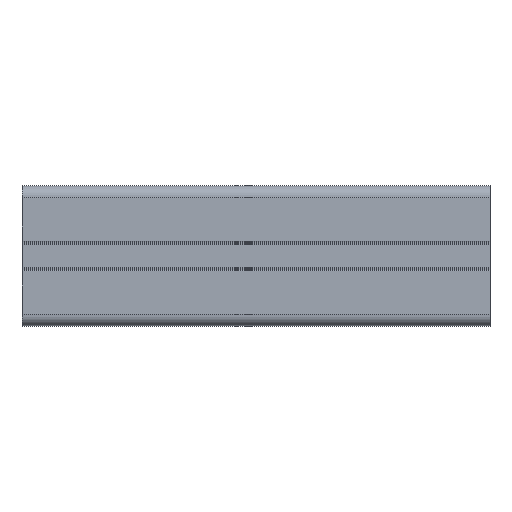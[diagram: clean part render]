
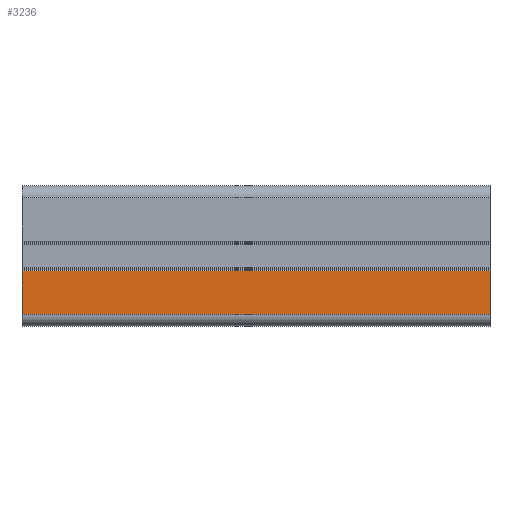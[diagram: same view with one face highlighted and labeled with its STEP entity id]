
A CAD part, left-side view. The second image highlights one B-rep face of the part: STEP entity #3236.
In plain terms, the highlighted planar face has unit normal (-1, 0, 0).
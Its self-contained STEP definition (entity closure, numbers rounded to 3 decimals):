
#34=PLANE('',#3429);
#152=FACE_OUTER_BOUND('',#319,.T.);
#319=EDGE_LOOP('',(#2247,#2248,#2249,#2250));
#517=LINE('',#4762,#889);
#518=LINE('',#4764,#890);
#519=LINE('',#4766,#891);
#520=LINE('',#4767,#892);
#889=VECTOR('',#3806,18.7);
#890=VECTOR('',#3807,200.);
#891=VECTOR('',#3808,18.7);
#892=VECTOR('',#3809,200.);
#1391=VERTEX_POINT('',#4760);
#1392=VERTEX_POINT('',#4761);
#1393=VERTEX_POINT('',#4763);
#1394=VERTEX_POINT('',#4765);
#1737=EDGE_CURVE('',#1391,#1392,#517,.T.);
#1738=EDGE_CURVE('',#1392,#1393,#518,.T.);
#1739=EDGE_CURVE('',#1394,#1393,#519,.T.);
#1740=EDGE_CURVE('',#1391,#1394,#520,.T.);
#2247=ORIENTED_EDGE('',*,*,#1737,.T.);
#2248=ORIENTED_EDGE('',*,*,#1738,.T.);
#2249=ORIENTED_EDGE('',*,*,#1739,.F.);
#2250=ORIENTED_EDGE('',*,*,#1740,.F.);
#3236=ADVANCED_FACE('',(#152),#34,.T.);
#3429=AXIS2_PLACEMENT_3D('',#4759,#3804,#3805);
#3804=DIRECTION('center_axis',(-1.,0.,0.));
#3805=DIRECTION('ref_axis',(0.,0.,1.));
#3806=DIRECTION('',(0.,0.,-1.));
#3807=DIRECTION('',(0.,-1.,0.));
#3808=DIRECTION('',(0.,0.,-1.));
#3809=DIRECTION('',(0.,-1.,0.));
#4759=CARTESIAN_POINT('Origin',(-44.999,0.,-25.));
#4760=CARTESIAN_POINT('',(-44.999,200.,-6.3));
#4761=CARTESIAN_POINT('',(-44.999,200.,-25.));
#4762=CARTESIAN_POINT('',(-44.999,200.,-12.5));
#4763=CARTESIAN_POINT('',(-44.999,0.,-25.));
#4764=CARTESIAN_POINT('',(-44.999,0.,-25.));
#4765=CARTESIAN_POINT('',(-44.999,0.,-6.3));
#4766=CARTESIAN_POINT('',(-44.999,0.,-12.5));
#4767=CARTESIAN_POINT('',(-44.999,0.,-6.3));
